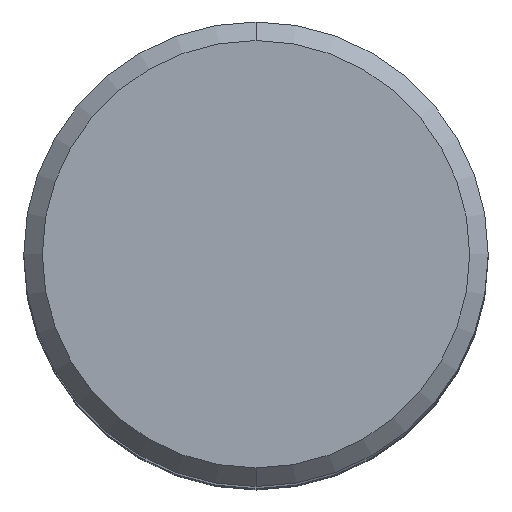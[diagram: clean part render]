
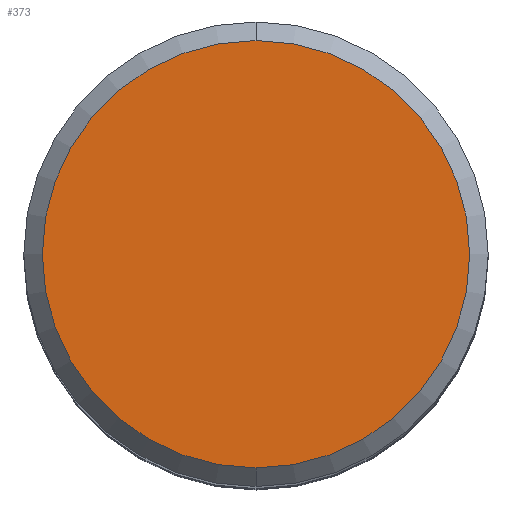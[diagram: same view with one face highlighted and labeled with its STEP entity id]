
A CAD part, top view. The second image highlights one B-rep face of the part: STEP entity #373.
In plain terms, the highlighted planar face has unit normal (0, 0, 1).
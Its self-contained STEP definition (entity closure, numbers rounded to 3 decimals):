
#185=VERTEX_POINT('',#500);
#235=EDGE_CURVE('',#185,#421,#558,.T.);
#373=ADVANCED_FACE('',(#711),#712,.T.);
#421=VERTEX_POINT('',#763);
#445=EDGE_CURVE('',#421,#185,#791,.T.);
#500=CARTESIAN_POINT('',(0.,-11.5,0.0));
#558=CIRCLE('',#1110,11.5);
#711=FACE_OUTER_BOUND('',#1386,.T.);
#712=PLANE('',#1387);
#763=CARTESIAN_POINT('',(0.0,11.5,0.0));
#791=CIRCLE('',#1574,11.5);
#1110=AXIS2_PLACEMENT_3D('',#1715,#1716,#1717);
#1386=EDGE_LOOP('',(#1890,#1891));
#1387=AXIS2_PLACEMENT_3D('',#1892,#1893,#1894);
#1574=AXIS2_PLACEMENT_3D('',#1983,#1984,#1985);
#1715=CARTESIAN_POINT('',(0.0,0.0,0.0));
#1716=DIRECTION('',(0.0,0.0,-1.0));
#1717=DIRECTION('',(0.0,1.0,0.0));
#1890=ORIENTED_EDGE('',*,*,#445,.F.);
#1891=ORIENTED_EDGE('',*,*,#235,.F.);
#1892=CARTESIAN_POINT('',(0.0,5.75,0.0));
#1893=DIRECTION('',(-0.0,0.0,1.0));
#1894=DIRECTION('',(0.0,-1.0,0.0));
#1983=CARTESIAN_POINT('',(0.0,0.0,0.0));
#1984=DIRECTION('',(0.0,0.0,-1.0));
#1985=DIRECTION('',(0.0,1.0,0.0));
